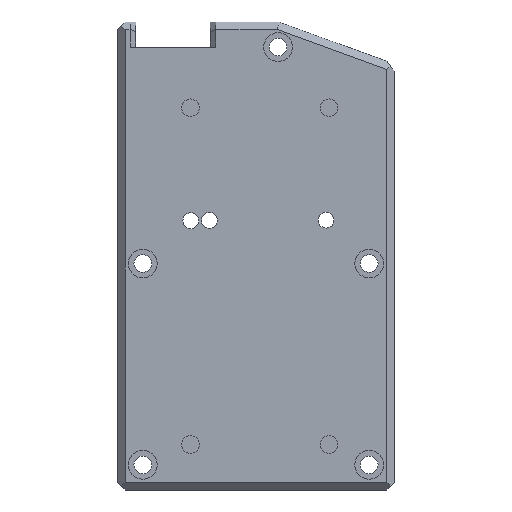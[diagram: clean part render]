
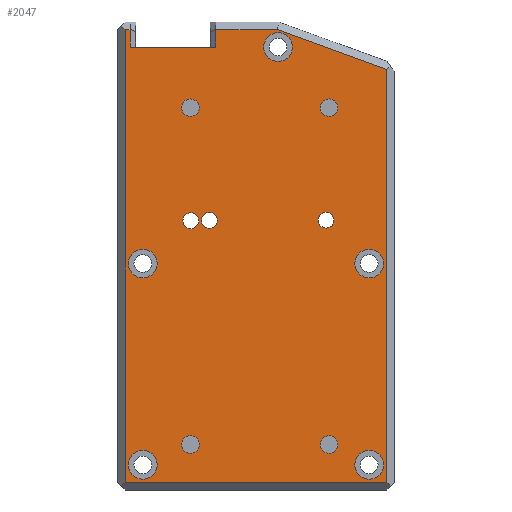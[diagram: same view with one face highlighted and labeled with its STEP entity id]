
A CAD part, top view. The second image highlights one B-rep face of the part: STEP entity #2047.
In plain terms, the highlighted planar face has unit normal (0, 0, 1).
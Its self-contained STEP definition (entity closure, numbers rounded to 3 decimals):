
#24=FACE_BOUND('',#683,.T.);
#25=FACE_BOUND('',#684,.T.);
#26=FACE_BOUND('',#685,.T.);
#27=FACE_BOUND('',#686,.T.);
#28=FACE_BOUND('',#687,.T.);
#29=FACE_BOUND('',#688,.T.);
#30=FACE_BOUND('',#689,.T.);
#31=FACE_BOUND('',#690,.T.);
#32=FACE_BOUND('',#691,.T.);
#33=FACE_BOUND('',#692,.T.);
#34=FACE_BOUND('',#693,.T.);
#35=FACE_BOUND('',#694,.T.);
#164=LINE('',#3329,#357);
#169=LINE('',#3338,#362);
#174=LINE('',#3349,#367);
#176=LINE('',#3353,#369);
#177=LINE('',#3355,#370);
#178=LINE('',#3357,#371);
#179=LINE('',#3359,#372);
#180=LINE('',#3361,#373);
#181=LINE('',#3363,#374);
#182=LINE('',#3365,#375);
#183=LINE('',#3366,#376);
#357=VECTOR('',#2734,10.);
#362=VECTOR('',#2741,10.);
#367=VECTOR('',#2750,10.);
#369=VECTOR('',#2754,10.);
#370=VECTOR('',#2755,10.);
#371=VECTOR('',#2756,10.);
#372=VECTOR('',#2757,10.);
#373=VECTOR('',#2758,10.);
#374=VECTOR('',#2759,10.);
#375=VECTOR('',#2760,10.);
#376=VECTOR('',#2761,10.);
#557=FACE_OUTER_BOUND('',#682,.T.);
#682=EDGE_LOOP('',(#1696,#1697,#1698,#1699,#1700,#1701,#1702,#1703,#1704,
#1705,#1706));
#683=EDGE_LOOP('',(#1707));
#684=EDGE_LOOP('',(#1708));
#685=EDGE_LOOP('',(#1709));
#686=EDGE_LOOP('',(#1710));
#687=EDGE_LOOP('',(#1711));
#688=EDGE_LOOP('',(#1712));
#689=EDGE_LOOP('',(#1713));
#690=EDGE_LOOP('',(#1714));
#691=EDGE_LOOP('',(#1715));
#692=EDGE_LOOP('',(#1716));
#693=EDGE_LOOP('',(#1717));
#694=EDGE_LOOP('',(#1718));
#743=CIRCLE('',#2101,1.75);
#745=CIRCLE('',#2105,1.75);
#747=CIRCLE('',#2109,1.75);
#749=CIRCLE('',#2113,1.75);
#799=CIRCLE('',#2194,1.575);
#800=CIRCLE('',#2196,1.575);
#801=CIRCLE('',#2198,1.575);
#817=CIRCLE('',#2254,2.86);
#818=CIRCLE('',#2255,2.86);
#819=CIRCLE('',#2256,2.86);
#820=CIRCLE('',#2257,2.86);
#821=CIRCLE('',#2258,2.86);
#839=VERTEX_POINT('',#2935);
#841=VERTEX_POINT('',#2942);
#843=VERTEX_POINT('',#2949);
#845=VERTEX_POINT('',#2956);
#918=VERTEX_POINT('',#3160);
#919=VERTEX_POINT('',#3164);
#920=VERTEX_POINT('',#3168);
#965=VERTEX_POINT('',#3326);
#966=VERTEX_POINT('',#3328);
#967=VERTEX_POINT('',#3332);
#973=VERTEX_POINT('',#3348);
#974=VERTEX_POINT('',#3352);
#975=VERTEX_POINT('',#3354);
#976=VERTEX_POINT('',#3356);
#977=VERTEX_POINT('',#3358);
#978=VERTEX_POINT('',#3360);
#979=VERTEX_POINT('',#3362);
#980=VERTEX_POINT('',#3364);
#981=VERTEX_POINT('',#3367);
#982=VERTEX_POINT('',#3369);
#983=VERTEX_POINT('',#3371);
#984=VERTEX_POINT('',#3373);
#985=VERTEX_POINT('',#3375);
#1030=EDGE_CURVE('',#839,#839,#743,.T.);
#1033=EDGE_CURVE('',#841,#841,#745,.T.);
#1036=EDGE_CURVE('',#843,#843,#747,.T.);
#1039=EDGE_CURVE('',#845,#845,#749,.T.);
#1139=EDGE_CURVE('',#918,#918,#799,.T.);
#1141=EDGE_CURVE('',#919,#919,#800,.T.);
#1143=EDGE_CURVE('',#920,#920,#801,.T.);
#1221=EDGE_CURVE('',#965,#966,#164,.T.);
#1226=EDGE_CURVE('',#966,#967,#169,.T.);
#1231=EDGE_CURVE('',#967,#973,#174,.T.);
#1233=EDGE_CURVE('',#965,#974,#176,.T.);
#1234=EDGE_CURVE('',#975,#974,#177,.T.);
#1235=EDGE_CURVE('',#976,#975,#178,.T.);
#1236=EDGE_CURVE('',#977,#976,#179,.T.);
#1237=EDGE_CURVE('',#978,#977,#180,.T.);
#1238=EDGE_CURVE('',#979,#978,#181,.T.);
#1239=EDGE_CURVE('',#980,#979,#182,.T.);
#1240=EDGE_CURVE('',#973,#980,#183,.T.);
#1241=EDGE_CURVE('',#981,#981,#817,.T.);
#1242=EDGE_CURVE('',#982,#982,#818,.T.);
#1243=EDGE_CURVE('',#983,#983,#819,.T.);
#1244=EDGE_CURVE('',#984,#984,#820,.T.);
#1245=EDGE_CURVE('',#985,#985,#821,.T.);
#1696=ORIENTED_EDGE('',*,*,#1226,.F.);
#1697=ORIENTED_EDGE('',*,*,#1221,.F.);
#1698=ORIENTED_EDGE('',*,*,#1233,.T.);
#1699=ORIENTED_EDGE('',*,*,#1234,.F.);
#1700=ORIENTED_EDGE('',*,*,#1235,.F.);
#1701=ORIENTED_EDGE('',*,*,#1236,.F.);
#1702=ORIENTED_EDGE('',*,*,#1237,.F.);
#1703=ORIENTED_EDGE('',*,*,#1238,.F.);
#1704=ORIENTED_EDGE('',*,*,#1239,.F.);
#1705=ORIENTED_EDGE('',*,*,#1240,.F.);
#1706=ORIENTED_EDGE('',*,*,#1231,.F.);
#1707=ORIENTED_EDGE('',*,*,#1030,.T.);
#1708=ORIENTED_EDGE('',*,*,#1033,.T.);
#1709=ORIENTED_EDGE('',*,*,#1036,.T.);
#1710=ORIENTED_EDGE('',*,*,#1039,.T.);
#1711=ORIENTED_EDGE('',*,*,#1139,.T.);
#1712=ORIENTED_EDGE('',*,*,#1141,.T.);
#1713=ORIENTED_EDGE('',*,*,#1143,.T.);
#1714=ORIENTED_EDGE('',*,*,#1241,.T.);
#1715=ORIENTED_EDGE('',*,*,#1242,.T.);
#1716=ORIENTED_EDGE('',*,*,#1243,.T.);
#1717=ORIENTED_EDGE('',*,*,#1244,.T.);
#1718=ORIENTED_EDGE('',*,*,#1245,.T.);
#1941=PLANE('',#2253);
#2047=ADVANCED_FACE('',(#557,#24,#25,#26,#27,#28,#29,#30,#31,#32,#33,#34,
#35),#1941,.T.);
#2101=AXIS2_PLACEMENT_3D('',#2936,#2319,#2320);
#2105=AXIS2_PLACEMENT_3D('',#2943,#2328,#2329);
#2109=AXIS2_PLACEMENT_3D('',#2950,#2337,#2338);
#2113=AXIS2_PLACEMENT_3D('',#2957,#2346,#2347);
#2194=AXIS2_PLACEMENT_3D('',#3161,#2558,#2559);
#2196=AXIS2_PLACEMENT_3D('',#3165,#2563,#2564);
#2198=AXIS2_PLACEMENT_3D('',#3169,#2568,#2569);
#2253=AXIS2_PLACEMENT_3D('',#3351,#2752,#2753);
#2254=AXIS2_PLACEMENT_3D('',#3368,#2762,#2763);
#2255=AXIS2_PLACEMENT_3D('',#3370,#2764,#2765);
#2256=AXIS2_PLACEMENT_3D('',#3372,#2766,#2767);
#2257=AXIS2_PLACEMENT_3D('',#3374,#2768,#2769);
#2258=AXIS2_PLACEMENT_3D('',#3376,#2770,#2771);
#2319=DIRECTION('center_axis',(0.,0.,-1.));
#2320=DIRECTION('ref_axis',(-1.,0.,0.));
#2328=DIRECTION('center_axis',(0.,0.,-1.));
#2329=DIRECTION('ref_axis',(-1.,0.,0.));
#2337=DIRECTION('center_axis',(0.,0.,-1.));
#2338=DIRECTION('ref_axis',(-1.,0.,0.));
#2346=DIRECTION('center_axis',(0.,0.,-1.));
#2347=DIRECTION('ref_axis',(-1.,0.,0.));
#2558=DIRECTION('center_axis',(0.,0.,-1.));
#2559=DIRECTION('ref_axis',(-1.,0.,0.));
#2563=DIRECTION('center_axis',(0.,0.,-1.));
#2564=DIRECTION('ref_axis',(-1.,0.,0.));
#2568=DIRECTION('center_axis',(0.,0.,-1.));
#2569=DIRECTION('ref_axis',(-1.,0.,0.));
#2734=DIRECTION('',(0.,1.,0.));
#2741=DIRECTION('',(0.578,0.816,0.));
#2750=DIRECTION('',(1.,0.,0.));
#2752=DIRECTION('center_axis',(0.,0.,1.));
#2753=DIRECTION('ref_axis',(1.,0.,0.));
#2754=DIRECTION('',(-1.,0.,0.));
#2755=DIRECTION('',(0.,-1.,0.));
#2756=DIRECTION('',(0.578,-0.816,0.));
#2757=DIRECTION('',(1.,0.,0.));
#2758=DIRECTION('',(0.,1.,0.));
#2759=DIRECTION('',(-1.,0.,0.));
#2760=DIRECTION('',(0.,-1.,0.));
#2761=DIRECTION('',(0.94,-0.342,0.));
#2762=DIRECTION('center_axis',(0.,0.,-1.));
#2763=DIRECTION('ref_axis',(-1.,0.,0.));
#2764=DIRECTION('center_axis',(0.,0.,-1.));
#2765=DIRECTION('ref_axis',(-1.,0.,0.));
#2766=DIRECTION('center_axis',(0.,0.,-1.));
#2767=DIRECTION('ref_axis',(-1.,0.,0.));
#2768=DIRECTION('center_axis',(0.,0.,-1.));
#2769=DIRECTION('ref_axis',(-1.,0.,0.));
#2770=DIRECTION('center_axis',(0.,0.,-1.));
#2771=DIRECTION('ref_axis',(-1.,0.,0.));
#2935=CARTESIAN_POINT('',(13.792,25.965,31.));
#2936=CARTESIAN_POINT('Origin',(12.042,25.965,31.));
#2942=CARTESIAN_POINT('',(13.792,-40.978,31.));
#2943=CARTESIAN_POINT('Origin',(12.042,-40.978,31.));
#2949=CARTESIAN_POINT('',(-13.784,25.965,31.));
#2950=CARTESIAN_POINT('Origin',(-15.534,25.965,31.));
#2956=CARTESIAN_POINT('',(-13.784,-40.978,31.));
#2957=CARTESIAN_POINT('Origin',(-15.534,-40.978,31.));
#3160=CARTESIAN_POINT('',(-13.871,3.513,31.));
#3161=CARTESIAN_POINT('Origin',(-15.446,3.513,31.));
#3164=CARTESIAN_POINT('',(-10.19,3.58,31.));
#3165=CARTESIAN_POINT('Origin',(-11.765,3.58,31.));
#3168=CARTESIAN_POINT('',(12.998,3.623,31.));
#3169=CARTESIAN_POINT('Origin',(11.423,3.623,31.));
#3326=CARTESIAN_POINT('',(-10.488,38.,31.));
#3328=CARTESIAN_POINT('',(-10.488,41.5,31.));
#3329=CARTESIAN_POINT('',(-10.488,19.75,31.));
#3332=CARTESIAN_POINT('',(-10.488,41.5,31.));
#3338=CARTESIAN_POINT('',(-18.995,29.474,31.));
#3348=CARTESIAN_POINT('',(1.736,41.5,31.));
#3349=CARTESIAN_POINT('',(-0.25,41.5,31.));
#3351=CARTESIAN_POINT('Origin',(-2.5,-3.5,31.));
#3352=CARTESIAN_POINT('',(-27.515,38.,31.));
#3353=CARTESIAN_POINT('',(-10.75,38.,31.));
#3354=CARTESIAN_POINT('',(-27.515,41.5,31.));
#3355=CARTESIAN_POINT('',(-27.515,19.75,31.));
#3356=CARTESIAN_POINT('',(-27.516,41.5,31.));
#3357=CARTESIAN_POINT('',(-12.581,20.389,31.));
#3358=CARTESIAN_POINT('',(-28.5,41.5,31.));
#3359=CARTESIAN_POINT('',(-0.25,41.5,31.));
#3360=CARTESIAN_POINT('',(-28.5,-48.5,31.));
#3361=CARTESIAN_POINT('',(-28.5,19.75,31.));
#3362=CARTESIAN_POINT('',(23.5,-48.5,31.));
#3363=CARTESIAN_POINT('',(-16.25,-48.5,31.));
#3364=CARTESIAN_POINT('',(23.5,33.578,31.));
#3365=CARTESIAN_POINT('',(23.5,-26.75,31.));
#3366=CARTESIAN_POINT('',(18.473,35.408,31.));
#3367=CARTESIAN_POINT('',(-22.14,-45.,31.));
#3368=CARTESIAN_POINT('Origin',(-25.,-45.,31.));
#3369=CARTESIAN_POINT('',(4.76,38.,31.));
#3370=CARTESIAN_POINT('Origin',(1.9,38.,31.));
#3371=CARTESIAN_POINT('',(22.86,-45.,31.));
#3372=CARTESIAN_POINT('Origin',(20.,-45.,31.));
#3373=CARTESIAN_POINT('',(-22.14,-5.,31.));
#3374=CARTESIAN_POINT('Origin',(-25.,-5.,31.));
#3375=CARTESIAN_POINT('',(22.86,-5.,31.));
#3376=CARTESIAN_POINT('Origin',(20.,-5.,31.));
